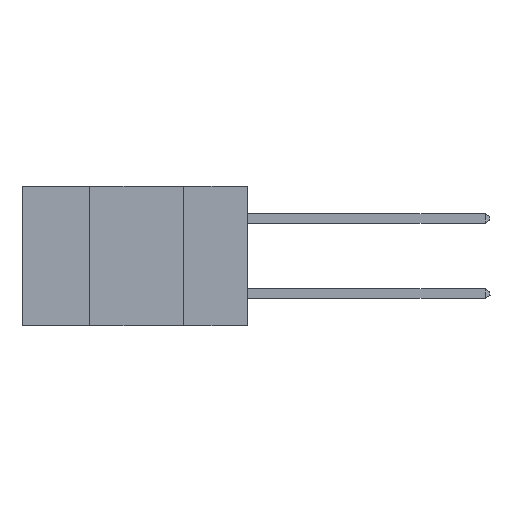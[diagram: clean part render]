
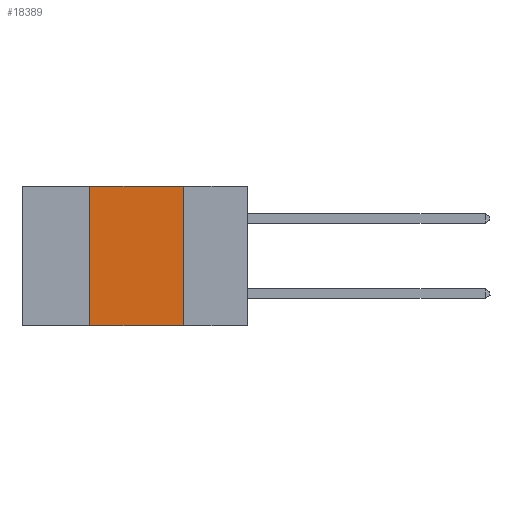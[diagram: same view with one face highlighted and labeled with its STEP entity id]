
A CAD part, left-side view. The second image highlights one B-rep face of the part: STEP entity #18389.
In plain terms, the highlighted planar face has unit normal (-1, 0, 0).
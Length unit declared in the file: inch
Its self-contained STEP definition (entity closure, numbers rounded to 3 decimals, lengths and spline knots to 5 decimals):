
#136 = PLANE ( 'NONE',  #13394 ) ;
#192 = LINE ( 'NONE', #15688, #2887 ) ;
#377 = ORIENTED_EDGE ( 'NONE', *, *, #2189, .T. ) ;
#524 = CARTESIAN_POINT ( 'NONE',  ( 0., 0.6, -0.37 ) ) ;
#914 = VERTEX_POINT ( 'NONE', #8984 ) ;
#1356 = DIRECTION ( 'NONE',  ( 0., 0., 1. ) ) ;
#1450 = CARTESIAN_POINT ( 'NONE',  ( 0., 0.6, 0. ) ) ;
#1521 = DIRECTION ( 'NONE',  ( 1., 0., 0. ) ) ;
#2076 = EDGE_LOOP ( 'NONE', ( #4594, #14873, #9081, #377 ) ) ;
#2189 = EDGE_CURVE ( 'NONE', #11571, #914, #8319, .T. ) ;
#2887 = VECTOR ( 'NONE', #15880, 39.37008 ) ;
#4594 = ORIENTED_EDGE ( 'NONE', *, *, #9903, .F. ) ;
#5527 = CARTESIAN_POINT ( 'NONE',  ( 0., 0.42, 0. ) ) ;
#5636 = CARTESIAN_POINT ( 'NONE',  ( 0., 0.6, 0. ) ) ;
#5674 = VECTOR ( 'NONE', #1356, 39.37008 ) ;
#6498 = CARTESIAN_POINT ( 'NONE',  ( 0., 0.42, -0.37 ) ) ;
#7863 = DIRECTION ( 'NONE',  ( 0., -1., 0. ) ) ;
#8319 = LINE ( 'NONE', #524, #15468 ) ;
#8984 = CARTESIAN_POINT ( 'NONE',  ( 0., 0.17, -0.37 ) ) ;
#9023 = CARTESIAN_POINT ( 'NONE',  ( 0., 0.42, 0. ) ) ;
#9081 = ORIENTED_EDGE ( 'NONE', *, *, #14129, .F. ) ;
#9155 = EDGE_CURVE ( 'NONE', #12140, #18079, #14966, .T. ) ;
#9903 = EDGE_CURVE ( 'NONE', #18079, #914, #192, .T. ) ;
#9979 = FACE_OUTER_BOUND ( 'NONE', #2076, .T. ) ;
#10517 = DIRECTION ( 'NONE',  ( 0., -1., 0. ) ) ;
#11571 = VERTEX_POINT ( 'NONE', #6498 ) ;
#12140 = VERTEX_POINT ( 'NONE', #9023 ) ;
#12182 = CARTESIAN_POINT ( 'NONE',  ( 0., 0.17, 0. ) ) ;
#12731 = VECTOR ( 'NONE', #7863, 39.37008 ) ;
#13394 = AXIS2_PLACEMENT_3D ( 'NONE', #5636, #1521, #15858 ) ;
#14129 = EDGE_CURVE ( 'NONE', #11571, #12140, #15491, .T. ) ;
#14873 = ORIENTED_EDGE ( 'NONE', *, *, #9155, .F. ) ;
#14966 = LINE ( 'NONE', #1450, #12731 ) ;
#15468 = VECTOR ( 'NONE', #10517, 39.37008 ) ;
#15491 = LINE ( 'NONE', #5527, #5674 ) ;
#15688 = CARTESIAN_POINT ( 'NONE',  ( 0., 0.17, 0. ) ) ;
#15858 = DIRECTION ( 'NONE',  ( 0., 0., -1. ) ) ;
#15880 = DIRECTION ( 'NONE',  ( 0., 0., -1. ) ) ;
#18079 = VERTEX_POINT ( 'NONE', #12182 ) ;
#18389 = ADVANCED_FACE ( 'NONE', ( #9979 ), #136, .F. ) ;
